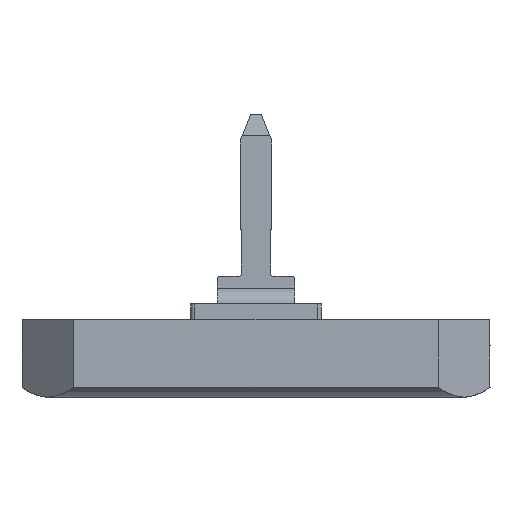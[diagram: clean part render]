
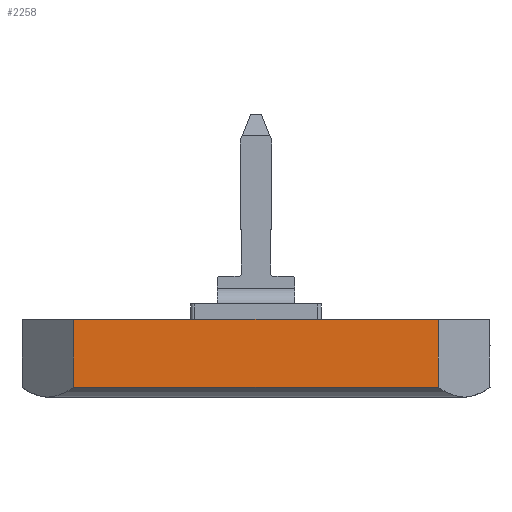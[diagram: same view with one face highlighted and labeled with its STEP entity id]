
A CAD part, left-side view. The second image highlights one B-rep face of the part: STEP entity #2258.
In plain terms, the highlighted planar face has unit normal (-1, 0, 0).
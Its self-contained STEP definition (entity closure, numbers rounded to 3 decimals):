
#10 = AXIS2_PLACEMENT_3D ( 'NONE', #1453, #1664, #930 ) ;
#211 = ORIENTED_EDGE ( 'NONE', *, *, #527, .T. ) ;
#236 = VERTEX_POINT ( 'NONE', #1163 ) ;
#253 = LINE ( 'NONE', #2299, #3077 ) ;
#353 = EDGE_CURVE ( 'NONE', #752, #236, #943, .T. ) ;
#527 = EDGE_CURVE ( 'NONE', #752, #2807, #1056, .T. ) ;
#604 = LINE ( 'NONE', #1987, #1975 ) ;
#752 = VERTEX_POINT ( 'NONE', #1557 ) ;
#880 = ORIENTED_EDGE ( 'NONE', *, *, #353, .F. ) ;
#930 = DIRECTION ( 'NONE',  ( 0., 1., 0. ) ) ;
#943 = LINE ( 'NONE', #3122, #3026 ) ;
#982 = CARTESIAN_POINT ( 'NONE',  ( 0., 16.002, 0.385 ) ) ;
#1056 = LINE ( 'NONE', #1438, #2440 ) ;
#1163 = CARTESIAN_POINT ( 'NONE',  ( 0., 1.981, 2.997 ) ) ;
#1438 = CARTESIAN_POINT ( 'NONE',  ( 0., 16.002, 2.997 ) ) ;
#1453 = CARTESIAN_POINT ( 'NONE',  ( 0., 17.983, 2.997 ) ) ;
#1498 = DIRECTION ( 'NONE',  ( 0., -1., 0. ) ) ;
#1557 = CARTESIAN_POINT ( 'NONE',  ( 0., 16.002, 2.997 ) ) ;
#1664 = DIRECTION ( 'NONE',  ( 1., 0., 0. ) ) ;
#1691 = DIRECTION ( 'NONE',  ( 0., 0., -1. ) ) ;
#1774 = VERTEX_POINT ( 'NONE', #2710 ) ;
#1781 = EDGE_LOOP ( 'NONE', ( #211, #2510, #2238, #880 ) ) ;
#1975 = VECTOR ( 'NONE', #2544, 1000. ) ;
#1987 = CARTESIAN_POINT ( 'NONE',  ( 0., 0., 0.385 ) ) ;
#2238 = ORIENTED_EDGE ( 'NONE', *, *, #3358, .T. ) ;
#2258 = ADVANCED_FACE ( 'NONE', ( #2356 ), #3250, .F. ) ;
#2299 = CARTESIAN_POINT ( 'NONE',  ( 0., 1.981, 2.997 ) ) ;
#2356 = FACE_OUTER_BOUND ( 'NONE', #1781, .T. ) ;
#2440 = VECTOR ( 'NONE', #1691, 1000. ) ;
#2510 = ORIENTED_EDGE ( 'NONE', *, *, #3261, .F. ) ;
#2544 = DIRECTION ( 'NONE',  ( 0., 1., 0. ) ) ;
#2710 = CARTESIAN_POINT ( 'NONE',  ( 0., 1.981, 0.385 ) ) ;
#2807 = VERTEX_POINT ( 'NONE', #982 ) ;
#3026 = VECTOR ( 'NONE', #1498, 1000. ) ;
#3077 = VECTOR ( 'NONE', #3116, 1000. ) ;
#3116 = DIRECTION ( 'NONE',  ( 0., 0., 1. ) ) ;
#3122 = CARTESIAN_POINT ( 'NONE',  ( 0., 17.983, 2.997 ) ) ;
#3250 = PLANE ( 'NONE',  #10 ) ;
#3261 = EDGE_CURVE ( 'NONE', #1774, #2807, #604, .T. ) ;
#3358 = EDGE_CURVE ( 'NONE', #1774, #236, #253, .T. ) ;
